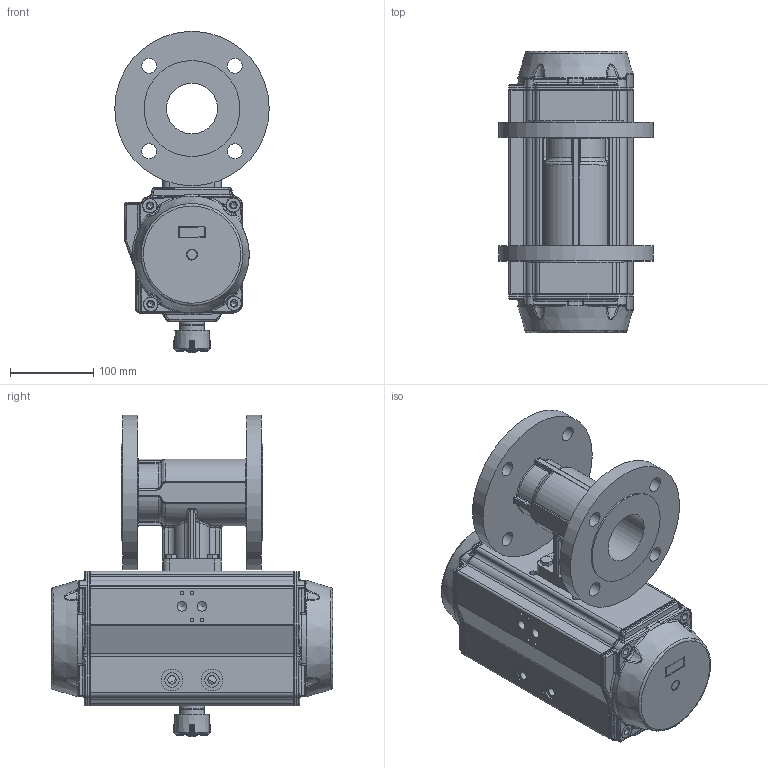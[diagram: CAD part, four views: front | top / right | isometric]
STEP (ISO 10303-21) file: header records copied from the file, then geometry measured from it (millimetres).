
FILE_DESCRIPTION(/* description */ ('Unknown'),/* implementation_level */ '2;1');
FILE_NAME(/* name */ 'PE070909-10',/* time_stamp */ '2025-02-06T11:22:56+01:00',/* author */ ('Unknown'),/* organization */ ('Unknown'),/* preprocessor_version */ 'ST-DEVELOPER v19.4',/* originating_system */ 'Solid Edge',/* authorisation */ 'Unknown');
FILE_SCHEMA (('AUTOMOTIVE_DESIGN {1 0 10303 214 3 1 1}'));
Products named in the file (13): PE070909-10; 4.150_160.065; DIN933_M8x35; PD08_PE07; VTE125埴詰; vt125-2016-06-25; vt125-2016-06-25   酘傷裔_MIR; VT125-03-01   活塞; VT125-3 粣; Optische Anzeige; ______; ________(___________; cup head nib bolts with large head gb_GB_FASTENER_BOLT_CHNBW M6X25-N
Assembly tree (19 placements, depth 4):
  PE070909-10
    4.150_160.065
    DIN933_M8x35  x4
    PD08_PE07
      VTE125埴詰
      vt125-2016-06-25
      vt125-2016-06-25   酘傷裔_MIR
      VT125-03-01   活塞  x2
      VT125-3 粣
      Optische Anzeige
        ______
        ________(___________  x4
        cup head nib bolts with large head gb_GB_FASTENER_BOLT_CHNBW M6X25-N
Bounding box: 185 x 337 x 385 mm (x, y, z)
Volume: 4626397 mm3; surface area: 879654.7 mm2
Topology: 17 solids, 17 shells, 3442 faces, 8525 edges, 5178 vertices
Faces by surface type: cylinder 965, plane 858, bspline 774, torus 548, cone 228, sphere 69
Full cylindrical faces by diameter (mm): 3 x16, 3.3 x8, 4.134 x8, 4.66 x1, 4.917 x1, 6 x1, 6.2 x1, 6.647 x14, 7 x1, 8 x4, 8.376 x4, 8.5 x4, 10.106 x2, 11.445 x2, 13 x2, 17 x8, 17.5 x2, 18 x8, 25 x1, 26 x2, 26.4 x1, 28.2 x1, 30 x5, 38.5 x1, 40 x2, 41 x1, 45 x1, 47.4 x1, 49 x1, 53 x4
Entity records: 111073 total; most frequent: CARTESIAN_POINT 52460, ORIENTED_EDGE 12350, DIRECTION 10276, EDGE_CURVE 6175, AXIS2_PLACEMENT_3D 4081, VERTEX_POINT 3929, FACE_BOUND 3088, EDGE_LOOP 3065
